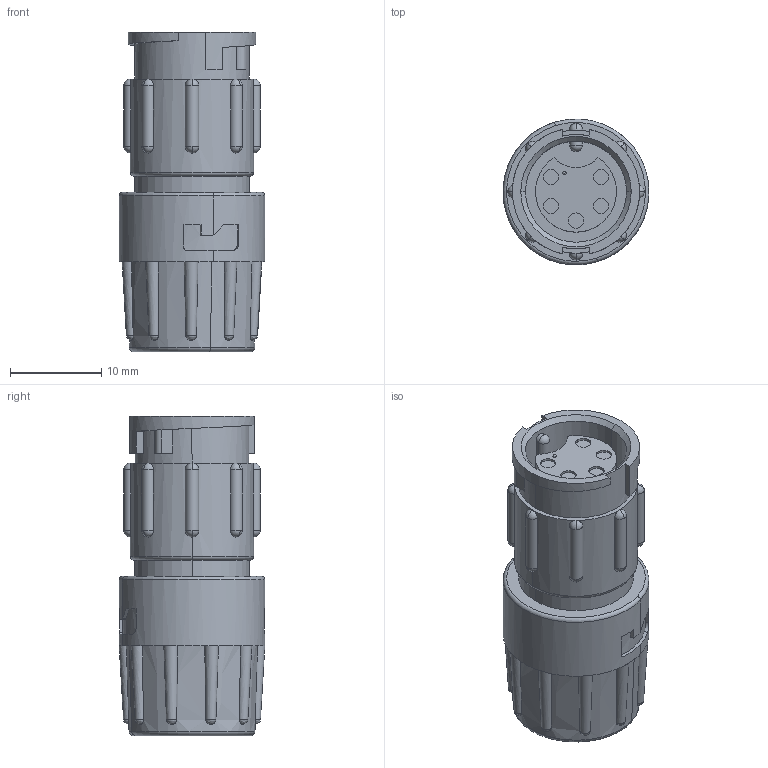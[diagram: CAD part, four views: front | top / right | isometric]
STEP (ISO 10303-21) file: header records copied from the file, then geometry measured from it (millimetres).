
FILE_DESCRIPTION (( 'STEP AP203' ), '1' );
FILE_NAME ('8282-5SG-3DC.STEP', '2014-09-09T19:12:29', ( '' ), ( '' ), 'SwSTEP 2.0', 'SolidWorks 2014', '' );
FILE_SCHEMA (( 'CONFIG_CONTROL_DESIGN' ));
Length unit declared in the file: inch
Products named in the file (1): 8282-5SG-3DC
Bounding box: 15.99 x 16 x 35.05 mm (x, y, z)
Volume: 5151.5 mm3; surface area: 2639.9 mm2
Topology: 1 solids, 1 shells, 171 faces, 509 edges, 319 vertices
Faces by surface type: plane 54, cylinder 51, sphere 34, bspline 22, torus 6, cone 4
Entity records: 9416 total; most frequent: CARTESIAN_POINT 5369, ORIENTED_EDGE 880, DIRECTION 783, EDGE_CURVE 440, AXIS2_PLACEMENT_3D 331, VERTEX_POINT 284, EDGE_LOOP 184, CIRCLE 181
